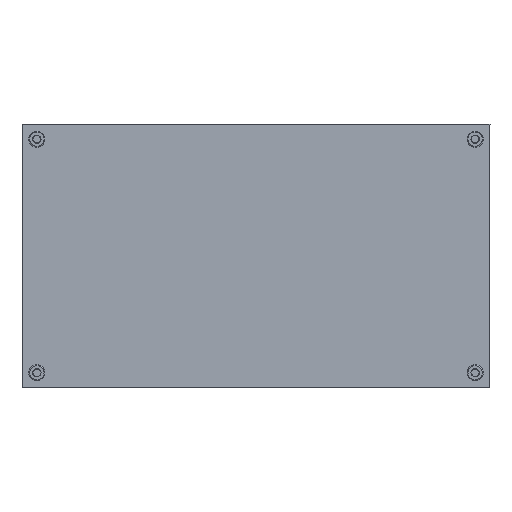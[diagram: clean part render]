
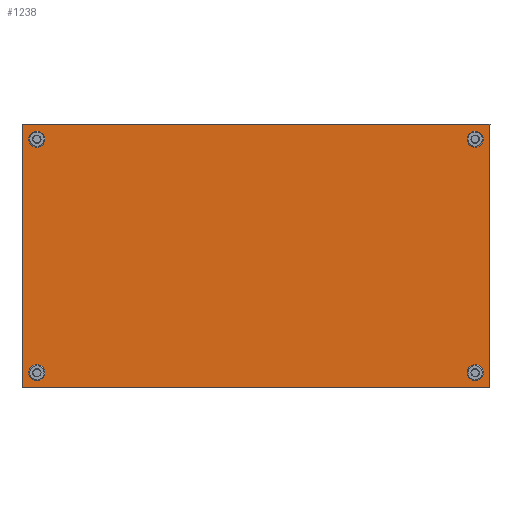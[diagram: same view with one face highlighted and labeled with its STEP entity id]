
A CAD part, top view. The second image highlights one B-rep face of the part: STEP entity #1238.
In plain terms, the highlighted planar face has unit normal (0, 0, 1).
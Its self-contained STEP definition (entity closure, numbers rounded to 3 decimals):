
#101=LINE('',#1765,#161);
#104=LINE('',#1771,#164);
#107=LINE('',#1777,#167);
#110=LINE('',#1782,#170);
#161=VECTOR('',#1505,1000.);
#164=VECTOR('',#1510,1000.);
#167=VECTOR('',#1515,1000.);
#170=VECTOR('',#1520,1000.);
#210=PLANE('',#1332);
#318=ORIENTED_EDGE('',*,*,#468,.F.);
#319=ORIENTED_EDGE('',*,*,#466,.T.);
#320=ORIENTED_EDGE('',*,*,#470,.F.);
#321=ORIENTED_EDGE('',*,*,#484,.T.);
#322=ORIENTED_EDGE('',*,*,#474,.F.);
#323=ORIENTED_EDGE('',*,*,#483,.F.);
#324=ORIENTED_EDGE('',*,*,#480,.F.);
#325=ORIENTED_EDGE('',*,*,#477,.F.);
#466=EDGE_CURVE('',#565,#565,#628,.T.);
#468=EDGE_CURVE('',#567,#567,#630,.T.);
#470=EDGE_CURVE('',#569,#569,#632,.T.);
#474=EDGE_CURVE('',#573,#574,#101,.T.);
#477=EDGE_CURVE('',#574,#576,#104,.T.);
#480=EDGE_CURVE('',#576,#578,#107,.T.);
#483=EDGE_CURVE('',#578,#573,#110,.T.);
#484=EDGE_CURVE('',#579,#579,#634,.T.);
#565=VERTEX_POINT('',#1746);
#567=VERTEX_POINT('',#1751);
#569=VERTEX_POINT('',#1756);
#573=VERTEX_POINT('',#1764);
#574=VERTEX_POINT('',#1766);
#576=VERTEX_POINT('',#1772);
#578=VERTEX_POINT('',#1778);
#579=VERTEX_POINT('',#1785);
#628=CIRCLE('',#1320,1.75);
#630=CIRCLE('',#1323,1.75);
#632=CIRCLE('',#1326,1.75);
#634=CIRCLE('',#1333,1.75);
#699=EDGE_LOOP('',(#318));
#700=EDGE_LOOP('',(#319));
#701=EDGE_LOOP('',(#320));
#702=EDGE_LOOP('',(#321));
#703=EDGE_LOOP('',(#322,#323,#324,#325));
#797=FACE_BOUND('',#699,.T.);
#798=FACE_BOUND('',#700,.T.);
#799=FACE_BOUND('',#701,.T.);
#800=FACE_BOUND('',#702,.T.);
#801=FACE_BOUND('',#703,.T.);
#1238=ADVANCED_FACE('',(#797,#798,#799,#800,#801),#210,.F.);
#1320=AXIS2_PLACEMENT_3D('',#1745,#1485,#1486);
#1323=AXIS2_PLACEMENT_3D('',#1750,#1491,#1492);
#1326=AXIS2_PLACEMENT_3D('',#1755,#1497,#1498);
#1332=AXIS2_PLACEMENT_3D('',#1783,#1521,#1522);
#1333=AXIS2_PLACEMENT_3D('',#1784,#1523,#1524);
#1485=DIRECTION('',(0.,0.,-1.));
#1486=DIRECTION('',(-1.,0.,0.));
#1491=DIRECTION('',(0.,0.,1.));
#1492=DIRECTION('',(-1.,0.,0.));
#1497=DIRECTION('',(0.,0.,1.));
#1498=DIRECTION('',(1.,0.,0.));
#1505=DIRECTION('',(0.,-1.,0.));
#1510=DIRECTION('',(-1.,0.,0.));
#1515=DIRECTION('',(0.,1.,0.));
#1520=DIRECTION('',(1.,0.,0.));
#1521=DIRECTION('',(0.,0.,-1.));
#1522=DIRECTION('',(-1.,0.,0.));
#1523=DIRECTION('',(0.,0.,-1.));
#1524=DIRECTION('',(1.,0.,0.));
#1745=CARTESIAN_POINT('',(74.923,39.923,5.));
#1746=CARTESIAN_POINT('',(73.173,39.923,5.));
#1750=CARTESIAN_POINT('',(74.923,-39.923,5.));
#1751=CARTESIAN_POINT('',(73.173,-39.923,5.));
#1755=CARTESIAN_POINT('',(-74.923,39.923,5.));
#1756=CARTESIAN_POINT('',(-73.173,39.923,5.));
#1764=CARTESIAN_POINT('',(80.,45.,5.));
#1765=CARTESIAN_POINT('',(80.,45.,5.));
#1766=CARTESIAN_POINT('',(80.,-45.,5.));
#1771=CARTESIAN_POINT('',(80.,-45.,5.));
#1772=CARTESIAN_POINT('',(-80.,-45.,5.));
#1777=CARTESIAN_POINT('',(-80.,-45.,5.));
#1778=CARTESIAN_POINT('',(-80.,45.,5.));
#1782=CARTESIAN_POINT('',(-80.,45.,5.));
#1783=CARTESIAN_POINT('',(0.,0.,5.));
#1784=CARTESIAN_POINT('',(-74.923,-39.923,5.));
#1785=CARTESIAN_POINT('',(-73.173,-39.923,5.));
